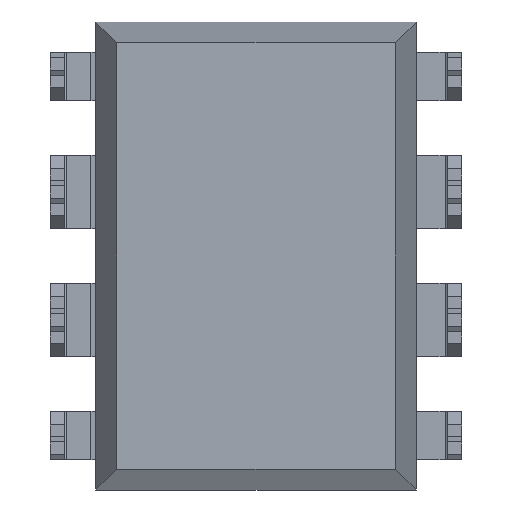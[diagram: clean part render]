
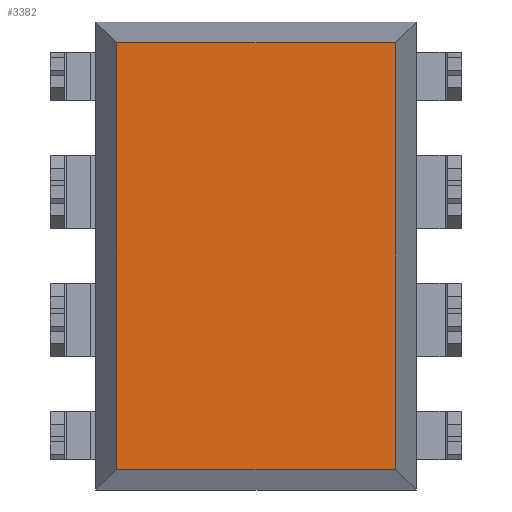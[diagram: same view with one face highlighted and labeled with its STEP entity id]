
A CAD part, front view. The second image highlights one B-rep face of the part: STEP entity #3382.
In plain terms, the highlighted planar face has unit normal (0, -1, 0).
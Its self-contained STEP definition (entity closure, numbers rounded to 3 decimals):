
#52 = AXIS2_PLACEMENT_3D ( 'NONE', #3501, #4790, #4376 ) ;
#173 = ORIENTED_EDGE ( 'NONE', *, *, #3887, .F. ) ;
#372 = VERTEX_POINT ( 'NONE', #2795 ) ;
#464 = CARTESIAN_POINT ( 'NONE',  ( -2.763, 0.381, -4.636 ) ) ;
#1473 = CARTESIAN_POINT ( 'NONE',  ( 2.763, 0.381, -4.223 ) ) ;
#1596 = VERTEX_POINT ( 'NONE', #2087 ) ;
#1712 = DIRECTION ( 'NONE',  ( 1., 0., 0. ) ) ;
#1725 = DIRECTION ( 'NONE',  ( 0., 0., 1. ) ) ;
#1853 = EDGE_CURVE ( 'NONE', #3733, #4686, #4228, .T. ) ;
#2082 = EDGE_LOOP ( 'NONE', ( #4726, #3712, #173, #3608 ) ) ;
#2087 = CARTESIAN_POINT ( 'NONE',  ( -2.763, 0.381, -4.223 ) ) ;
#2558 = CARTESIAN_POINT ( 'NONE',  ( 2.763, 0.381, -4.636 ) ) ;
#2567 = DIRECTION ( 'NONE',  ( 0., 0., 1. ) ) ;
#2601 = EDGE_CURVE ( 'NONE', #1596, #3733, #4293, .T. ) ;
#2699 = VECTOR ( 'NONE', #1725, 1000. ) ;
#2795 = CARTESIAN_POINT ( 'NONE',  ( -2.763, 0.381, 4.223 ) ) ;
#2924 = VECTOR ( 'NONE', #3862, 1000. ) ;
#3382 = ADVANCED_FACE ( 'NONE', ( #5252 ), #3925, .T. ) ;
#3501 = CARTESIAN_POINT ( 'NONE',  ( 0., 0.381, 0. ) ) ;
#3608 = ORIENTED_EDGE ( 'NONE', *, *, #3866, .F. ) ;
#3712 = ORIENTED_EDGE ( 'NONE', *, *, #1853, .T. ) ;
#3733 = VERTEX_POINT ( 'NONE', #1473 ) ;
#3862 = DIRECTION ( 'NONE',  ( 1., 0., 0. ) ) ;
#3863 = CARTESIAN_POINT ( 'NONE',  ( -4.109, 0.381, -4.223 ) ) ;
#3866 = EDGE_CURVE ( 'NONE', #1596, #372, #5194, .T. ) ;
#3887 = EDGE_CURVE ( 'NONE', #372, #4686, #4317, .T. ) ;
#3893 = CARTESIAN_POINT ( 'NONE',  ( -4.109, 0.381, 4.223 ) ) ;
#3925 = PLANE ( 'NONE',  #52 ) ;
#4228 = LINE ( 'NONE', #2558, #2699 ) ;
#4293 = LINE ( 'NONE', #3863, #5505 ) ;
#4317 = LINE ( 'NONE', #3893, #2924 ) ;
#4376 = DIRECTION ( 'NONE',  ( 0., 0., -1. ) ) ;
#4686 = VERTEX_POINT ( 'NONE', #5187 ) ;
#4726 = ORIENTED_EDGE ( 'NONE', *, *, #2601, .T. ) ;
#4790 = DIRECTION ( 'NONE',  ( 0., -1., 0. ) ) ;
#5187 = CARTESIAN_POINT ( 'NONE',  ( 2.763, 0.381, 4.223 ) ) ;
#5194 = LINE ( 'NONE', #464, #5617 ) ;
#5252 = FACE_OUTER_BOUND ( 'NONE', #2082, .T. ) ;
#5505 = VECTOR ( 'NONE', #1712, 1000. ) ;
#5617 = VECTOR ( 'NONE', #2567, 1000. ) ;
